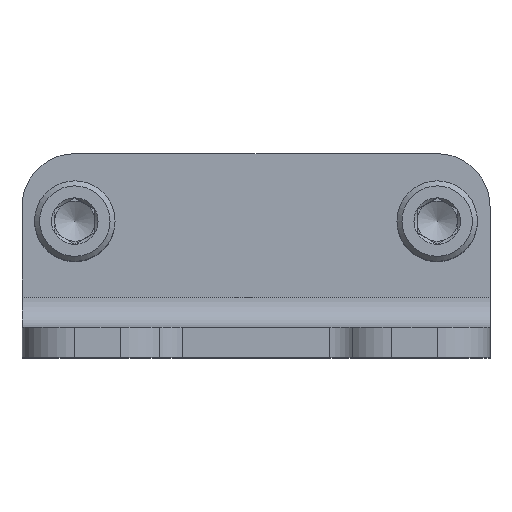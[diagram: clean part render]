
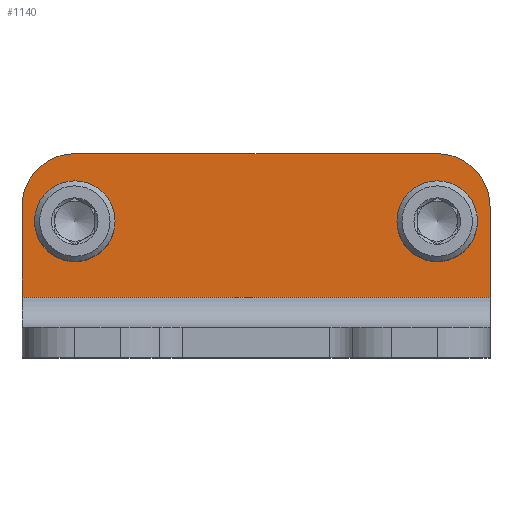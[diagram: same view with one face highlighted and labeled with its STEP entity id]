
A CAD part, top view. The second image highlights one B-rep face of the part: STEP entity #1140.
In plain terms, the highlighted face is planar.
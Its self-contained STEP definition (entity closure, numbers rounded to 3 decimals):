
#142=CIRCLE('',#1283,5.5);
#143=CIRCLE('',#1284,5.5);
#144=CIRCLE('',#1285,10.5);
#145=CIRCLE('',#1286,10.5);
#242=ORIENTED_EDGE('',*,*,#534,.F.);
#243=ORIENTED_EDGE('',*,*,#535,.F.);
#244=ORIENTED_EDGE('',*,*,#488,.F.);
#245=ORIENTED_EDGE('',*,*,#536,.T.);
#246=ORIENTED_EDGE('',*,*,#537,.F.);
#247=ORIENTED_EDGE('',*,*,#532,.T.);
#248=ORIENTED_EDGE('',*,*,#538,.T.);
#249=ORIENTED_EDGE('',*,*,#539,.T.);
#488=EDGE_CURVE('',#638,#639,#736,.T.);
#532=EDGE_CURVE('',#675,#674,#757,.T.);
#534=EDGE_CURVE('',#676,#676,#142,.T.);
#535=EDGE_CURVE('',#677,#677,#143,.T.);
#536=EDGE_CURVE('',#638,#678,#144,.T.);
#537=EDGE_CURVE('',#675,#678,#758,.T.);
#538=EDGE_CURVE('',#674,#679,#759,.T.);
#539=EDGE_CURVE('',#679,#639,#145,.T.);
#638=VERTEX_POINT('',#1802);
#639=VERTEX_POINT('',#1804);
#674=VERTEX_POINT('',#1889);
#675=VERTEX_POINT('',#1891);
#676=VERTEX_POINT('',#1895);
#677=VERTEX_POINT('',#1897);
#678=VERTEX_POINT('',#1899);
#679=VERTEX_POINT('',#1902);
#736=LINE('',#1803,#806);
#757=LINE('',#1890,#827);
#758=LINE('',#1900,#828);
#759=LINE('',#1901,#829);
#806=VECTOR('',#1414,1000.);
#827=VECTOR('',#1495,1000.);
#828=VECTOR('',#1506,1000.);
#829=VECTOR('',#1507,1000.);
#888=EDGE_LOOP('',(#242));
#889=EDGE_LOOP('',(#243));
#890=EDGE_LOOP('',(#244,#245,#246,#247,#248,#249));
#996=FACE_BOUND('',#888,.T.);
#997=FACE_BOUND('',#889,.T.);
#998=FACE_BOUND('',#890,.T.);
#1098=PLANE('',#1282);
#1140=ADVANCED_FACE('',(#996,#997,#998),#1098,.F.);
#1282=AXIS2_PLACEMENT_3D('',#1893,#1498,#1499);
#1283=AXIS2_PLACEMENT_3D('',#1894,#1500,#1501);
#1284=AXIS2_PLACEMENT_3D('',#1896,#1502,#1503);
#1285=AXIS2_PLACEMENT_3D('',#1898,#1504,#1505);
#1286=AXIS2_PLACEMENT_3D('',#1903,#1508,#1509);
#1414=DIRECTION('',(0.,0.,-1.));
#1495=DIRECTION('',(0.,0.,-1.));
#1498=DIRECTION('',(-1.,0.,0.));
#1499=DIRECTION('',(0.,0.,1.));
#1500=DIRECTION('',(1.,0.,0.));
#1501=DIRECTION('',(0.,0.,-1.));
#1502=DIRECTION('',(1.,0.,0.));
#1503=DIRECTION('',(0.,0.,-1.));
#1504=DIRECTION('',(1.,0.,0.));
#1505=DIRECTION('',(0.,0.,-1.));
#1506=DIRECTION('',(0.,1.,0.));
#1507=DIRECTION('',(0.,1.,0.));
#1508=DIRECTION('',(1.,0.,0.));
#1509=DIRECTION('',(0.,0.,-1.));
#1802=CARTESIAN_POINT('',(6.,40.5,36.));
#1803=CARTESIAN_POINT('',(6.,40.5,46.5));
#1804=CARTESIAN_POINT('',(6.,40.5,-36.));
#1889=CARTESIAN_POINT('',(6.,12.,-46.5));
#1890=CARTESIAN_POINT('',(6.,12.,46.5));
#1891=CARTESIAN_POINT('',(6.,12.,46.5));
#1893=CARTESIAN_POINT('',(6.,12.,46.5));
#1894=CARTESIAN_POINT('',(6.,27.,36.));
#1895=CARTESIAN_POINT('',(6.,27.,30.5));
#1896=CARTESIAN_POINT('',(6.,27.,-36.));
#1897=CARTESIAN_POINT('',(6.,27.,-41.5));
#1898=CARTESIAN_POINT('',(6.,30.,36.));
#1899=CARTESIAN_POINT('',(6.,30.,46.5));
#1900=CARTESIAN_POINT('',(6.,12.,46.5));
#1901=CARTESIAN_POINT('',(6.,12.,-46.5));
#1902=CARTESIAN_POINT('',(6.,30.,-46.5));
#1903=CARTESIAN_POINT('',(6.,30.,-36.));
